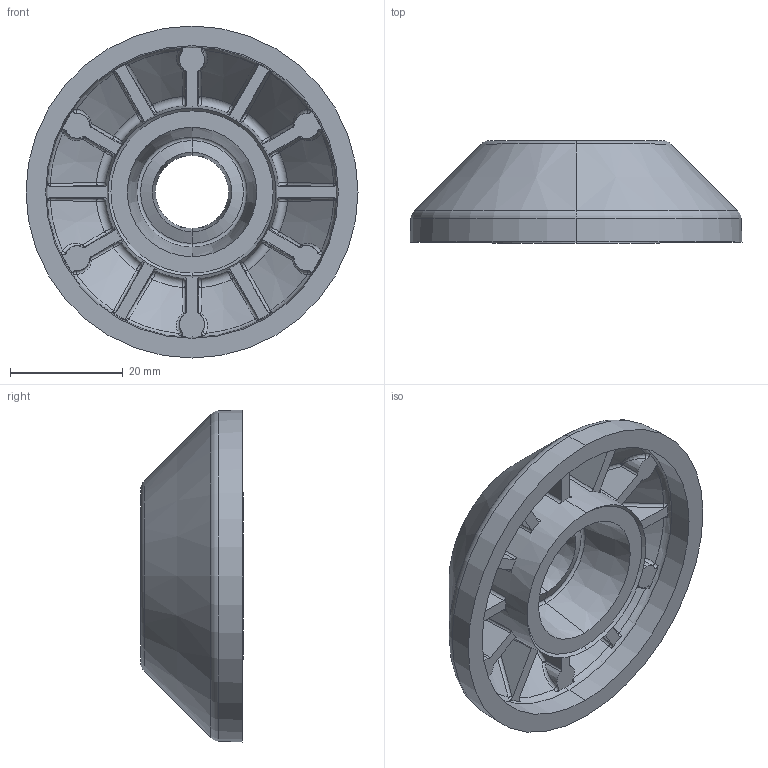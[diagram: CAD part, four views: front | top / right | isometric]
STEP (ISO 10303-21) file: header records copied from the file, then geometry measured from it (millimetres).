
FILE_DESCRIPTION (( 'STEP AP214' ), '1' );
FILE_NAME ('098ai060zs.STEP', '2014-08-25T07:25:16', ( '' ), ( '' ), 'SwSTEP 2.0', 'SolidWorks 2014', '' );
FILE_SCHEMA (( 'AUTOMOTIVE_DESIGN' ));
Length unit declared in the file: millimetre
Products named in the file (1): 098ai060zs
Bounding box: 59 x 18.2 x 59 mm (x, y, z)
Volume: 18444.3 mm3; surface area: 11076.7 mm2
Topology: 1 solids, 1 shells, 237 faces, 578 edges, 344 vertices
Faces by surface type: bspline 120, cone 44, plane 39, torus 20, sphere 14
Entity records: 9820 total; most frequent: CARTESIAN_POINT 5160, ORIENTED_EDGE 1156, DIRECTION 740, EDGE_CURVE 578, AXIS2_PLACEMENT_3D 348, VERTEX_POINT 344, B_SPLINE_CURVE_WITH_KNOTS 304, EDGE_LOOP 240
